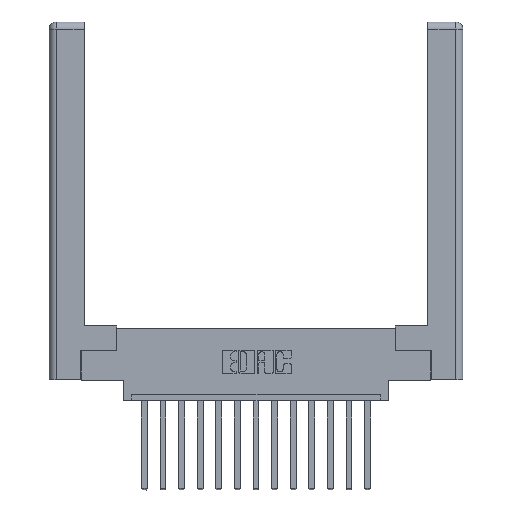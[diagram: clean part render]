
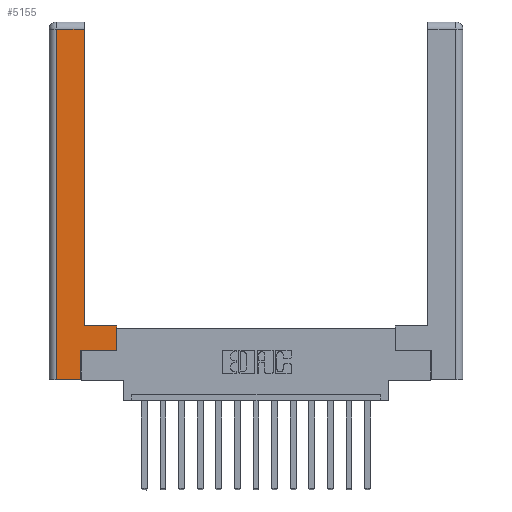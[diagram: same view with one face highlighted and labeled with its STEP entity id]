
A CAD part, top view. The second image highlights one B-rep face of the part: STEP entity #5155.
In plain terms, the highlighted planar face has unit normal (0, 0, 1).
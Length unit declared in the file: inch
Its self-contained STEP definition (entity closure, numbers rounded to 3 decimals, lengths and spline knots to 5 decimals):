
#278 = VECTOR ( 'NONE', #14044, 39.37008 ) ;
#474 = VECTOR ( 'NONE', #3427, 39.37008 ) ;
#733 = DIRECTION ( 'NONE',  ( 0., -1., 0. ) ) ;
#923 = CARTESIAN_POINT ( 'NONE',  ( 0.295, 3., 0. ) ) ;
#935 = LINE ( 'NONE', #5986, #7872 ) ;
#1569 = ORIENTED_EDGE ( 'NONE', *, *, #3685, .T. ) ;
#1578 = CARTESIAN_POINT ( 'NONE',  ( 0., 0., 0. ) ) ;
#1850 = EDGE_CURVE ( 'NONE', #5040, #5847, #15019, .T. ) ;
#2013 = CARTESIAN_POINT ( 'NONE',  ( 0.265, 0., 0. ) ) ;
#2586 = VERTEX_POINT ( 'NONE', #11016 ) ;
#2814 = DIRECTION ( 'NONE',  ( -1., 0., 0. ) ) ;
#2817 = VECTOR ( 'NONE', #8971, 39.37008 ) ;
#2849 = CARTESIAN_POINT ( 'NONE',  ( 0.0615, 2.94, 0. ) ) ;
#2909 = LINE ( 'NONE', #14253, #8142 ) ;
#2912 = VECTOR ( 'NONE', #5289, 39.37008 ) ;
#3427 = DIRECTION ( 'NONE',  ( 0., 1., 0. ) ) ;
#3439 = DIRECTION ( 'NONE',  ( 0., 1., 0. ) ) ;
#3685 = EDGE_CURVE ( 'NONE', #2586, #12881, #9766, .T. ) ;
#3843 = EDGE_CURVE ( 'NONE', #5847, #2586, #14770, .T. ) ;
#4004 = ORIENTED_EDGE ( 'NONE', *, *, #10618, .T. ) ;
#4137 = EDGE_LOOP ( 'NONE', ( #1569, #15148, #10321, #13303, #5824, #4004, #12104, #5521 ) ) ;
#4949 = DIRECTION ( 'NONE',  ( 0., 1., 0. ) ) ;
#5040 = VERTEX_POINT ( 'NONE', #12649 ) ;
#5155 = ADVANCED_FACE ( 'NONE', ( #9347 ), #5363, .F. ) ;
#5289 = DIRECTION ( 'NONE',  ( -1., 0., 0. ) ) ;
#5363 = PLANE ( 'NONE',  #9208 ) ;
#5521 = ORIENTED_EDGE ( 'NONE', *, *, #3843, .T. ) ;
#5555 = CARTESIAN_POINT ( 'NONE',  ( 0.265, 0.245, 0. ) ) ;
#5824 = ORIENTED_EDGE ( 'NONE', *, *, #10156, .T. ) ;
#5847 = VERTEX_POINT ( 'NONE', #10457 ) ;
#5986 = CARTESIAN_POINT ( 'NONE',  ( 0.265, 0.245, 0. ) ) ;
#6318 = VERTEX_POINT ( 'NONE', #5555 ) ;
#6842 = CARTESIAN_POINT ( 'NONE',  ( 0.565, 0.45, 0. ) ) ;
#7228 = CARTESIAN_POINT ( 'NONE',  ( 0.265, 0., 0. ) ) ;
#7280 = EDGE_CURVE ( 'NONE', #11955, #9593, #2909, .T. ) ;
#7829 = CARTESIAN_POINT ( 'NONE',  ( 0.0615, 2.94, 0. ) ) ;
#7872 = VECTOR ( 'NONE', #4949, 39.37008 ) ;
#8063 = EDGE_CURVE ( 'NONE', #12881, #11955, #14353, .T. ) ;
#8075 = VECTOR ( 'NONE', #3439, 39.37008 ) ;
#8142 = VECTOR ( 'NONE', #733, 39.37008 ) ;
#8971 = DIRECTION ( 'NONE',  ( 1., 0., 0. ) ) ;
#9208 = AXIS2_PLACEMENT_3D ( 'NONE', #1578, #10237, #2814 ) ;
#9347 = FACE_OUTER_BOUND ( 'NONE', #4137, .T. ) ;
#9593 = VERTEX_POINT ( 'NONE', #12807 ) ;
#9723 = VERTEX_POINT ( 'NONE', #7228 ) ;
#9766 = LINE ( 'NONE', #923, #474 ) ;
#9807 = LINE ( 'NONE', #12720, #2817 ) ;
#10156 = EDGE_CURVE ( 'NONE', #9723, #6318, #935, .T. ) ;
#10237 = DIRECTION ( 'NONE',  ( 0., 0., -1. ) ) ;
#10263 = CARTESIAN_POINT ( 'NONE',  ( 0.295, 0.45, 0. ) ) ;
#10321 = ORIENTED_EDGE ( 'NONE', *, *, #7280, .T. ) ;
#10457 = CARTESIAN_POINT ( 'NONE',  ( 0.565, 0.45, 0. ) ) ;
#10618 = EDGE_CURVE ( 'NONE', #6318, #5040, #9807, .T. ) ;
#11016 = CARTESIAN_POINT ( 'NONE',  ( 0.295, 0.45, 0. ) ) ;
#11250 = VECTOR ( 'NONE', #11898, 39.37008 ) ;
#11898 = DIRECTION ( 'NONE',  ( 1., 0., 0. ) ) ;
#11955 = VERTEX_POINT ( 'NONE', #7829 ) ;
#12104 = ORIENTED_EDGE ( 'NONE', *, *, #1850, .T. ) ;
#12188 = CARTESIAN_POINT ( 'NONE',  ( 0.295, 2.94, 0. ) ) ;
#12649 = CARTESIAN_POINT ( 'NONE',  ( 0.565, 0.245, 0. ) ) ;
#12720 = CARTESIAN_POINT ( 'NONE',  ( 0.565, 0.245, 0. ) ) ;
#12807 = CARTESIAN_POINT ( 'NONE',  ( 0.0615, 0., 0. ) ) ;
#12881 = VERTEX_POINT ( 'NONE', #12188 ) ;
#13303 = ORIENTED_EDGE ( 'NONE', *, *, #14807, .T. ) ;
#14044 = DIRECTION ( 'NONE',  ( -1., 0., 0. ) ) ;
#14253 = CARTESIAN_POINT ( 'NONE',  ( 0.0615, 0., 0. ) ) ;
#14353 = LINE ( 'NONE', #2849, #2912 ) ;
#14538 = LINE ( 'NONE', #2013, #11250 ) ;
#14770 = LINE ( 'NONE', #10263, #278 ) ;
#14807 = EDGE_CURVE ( 'NONE', #9593, #9723, #14538, .T. ) ;
#15019 = LINE ( 'NONE', #6842, #8075 ) ;
#15148 = ORIENTED_EDGE ( 'NONE', *, *, #8063, .T. ) ;
